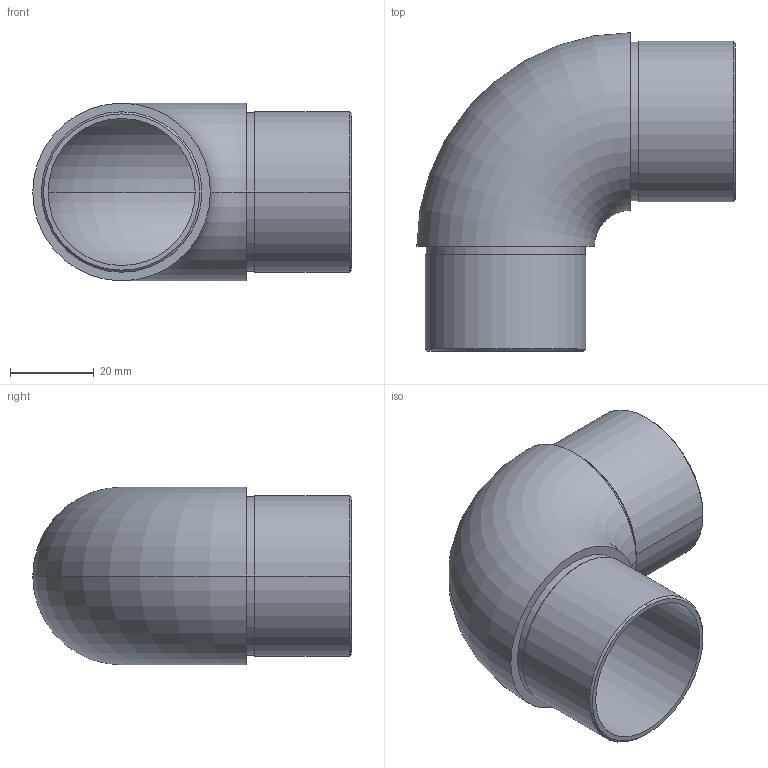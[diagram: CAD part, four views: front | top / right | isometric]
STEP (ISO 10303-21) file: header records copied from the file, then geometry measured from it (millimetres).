
FILE_DESCRIPTION (( 'STEP AP203' ), '1' );
FILE_NAME ('0100000000001751_43_A_0305-242.STEP', '2021-07-29T09:10:17', ( '' ), ( '' ), 'SwSTEP 2.0', 'SolidWorks 2019', '' );
FILE_SCHEMA (( 'CONFIG_CONTROL_DESIGN' ));
Length unit declared in the file: millimetre
Products named in the file (1): 0100000000001751_43_A_0305-242
Bounding box: 76 x 76 x 42.4 mm (x, y, z)
Volume: 23051.8 mm3; surface area: 24357.9 mm2
Topology: 1 solids, 1 shells, 30 faces, 64 edges, 40 vertices
Faces by surface type: cylinder 12, cone 8, plane 6, torus 4
Entity records: 1113 total; most frequent: CARTESIAN_POINT 351, DIRECTION 162, ORIENTED_EDGE 128, AXIS2_PLACEMENT_3D 71, EDGE_CURVE 64, VERTEX_POINT 40, CIRCLE 40, EDGE_LOOP 36
